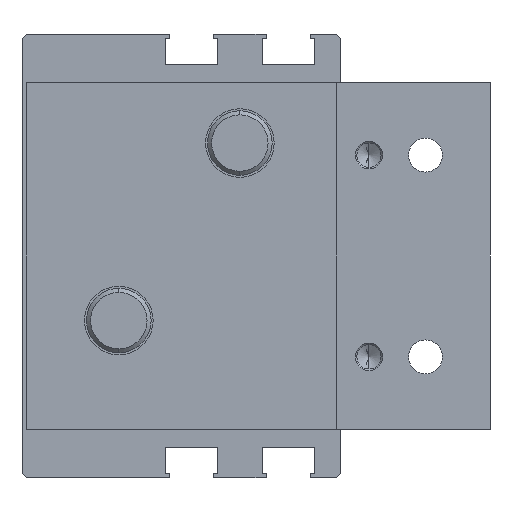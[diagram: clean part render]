
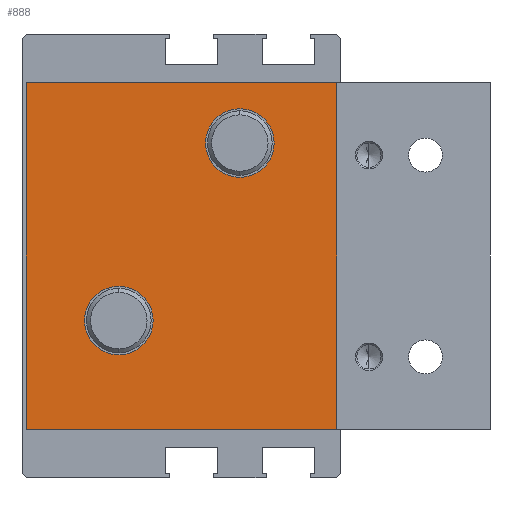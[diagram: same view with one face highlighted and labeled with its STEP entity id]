
A CAD part, left-side view. The second image highlights one B-rep face of the part: STEP entity #888.
In plain terms, the highlighted face is planar.
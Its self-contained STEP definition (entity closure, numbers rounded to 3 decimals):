
#612 = EDGE_CURVE ( 'NONE', #693, #613, #2815, .T. ) ;
#613 = VERTEX_POINT ( 'NONE', #2810 ) ;
#677 = VERTEX_POINT ( 'NONE', #2945 ) ;
#679 = EDGE_CURVE ( 'NONE', #677, #680, #2944, .T. ) ;
#680 = VERTEX_POINT ( 'NONE', #2939 ) ;
#693 = VERTEX_POINT ( 'NONE', #2976 ) ;
#781 = VERTEX_POINT ( 'NONE', #3137 ) ;
#785 = VERTEX_POINT ( 'NONE', #3132 ) ;
#787 = EDGE_CURVE ( 'NONE', #785, #781, #3131, .T. ) ;
#815 = ORIENTED_EDGE ( 'NONE', *, *, #679, .F. ) ;
#816 = EDGE_LOOP ( 'NONE', ( #817, #819, #876, #878 ) ) ;
#817 = ORIENTED_EDGE ( 'NONE', *, *, #818, .T. ) ;
#818 = EDGE_CURVE ( 'NONE', #827, #781, #3217, .T. ) ;
#819 = ORIENTED_EDGE ( 'NONE', *, *, #787, .F. ) ;
#827 = VERTEX_POINT ( 'NONE', #3199 ) ;
#829 = EDGE_CURVE ( 'NONE', #830, #827, #3198, .T. ) ;
#830 = VERTEX_POINT ( 'NONE', #3257 ) ;
#833 = EDGE_LOOP ( 'NONE', ( #889, #891 ) ) ;
#876 = ORIENTED_EDGE ( 'NONE', *, *, #877, .F. ) ;
#877 = EDGE_CURVE ( 'NONE', #830, #785, #3323, .T. ) ;
#878 = ORIENTED_EDGE ( 'NONE', *, *, #829, .T. ) ;
#888 = ADVANCED_FACE ( 'NONE', ( #3313, #3312, #3311 ), #3310, .F. ) ;
#889 = ORIENTED_EDGE ( 'NONE', *, *, #890, .F. ) ;
#890 = EDGE_CURVE ( 'NONE', #613, #693, #3305, .T. ) ;
#891 = ORIENTED_EDGE ( 'NONE', *, *, #612, .F. ) ;
#892 = EDGE_LOOP ( 'NONE', ( #893, #815 ) ) ;
#893 = ORIENTED_EDGE ( 'NONE', *, *, #894, .F. ) ;
#894 = EDGE_CURVE ( 'NONE', #680, #677, #3300, .T. ) ;
#2810 = CARTESIAN_POINT ( 'NONE',  ( 13., 31., -18.25 ) ) ;
#2811 = DIRECTION ( 'NONE',  ( 0., 0., -1. ) ) ;
#2812 = DIRECTION ( 'NONE',  ( 1., 0., 0. ) ) ;
#2813 = CARTESIAN_POINT ( 'NONE',  ( 13., 31., -14. ) ) ;
#2814 = AXIS2_PLACEMENT_3D ( 'NONE', #2813, #2812, #2811 ) ;
#2815 = CIRCLE ( 'NONE', #2814, 4.25 ) ;
#2939 = CARTESIAN_POINT ( 'NONE',  ( 13., 46., 3.75 ) ) ;
#2940 = DIRECTION ( 'NONE',  ( 0., 0., -1. ) ) ;
#2941 = DIRECTION ( 'NONE',  ( 1., 0., 0. ) ) ;
#2942 = CARTESIAN_POINT ( 'NONE',  ( 13., 46., 8. ) ) ;
#2943 = AXIS2_PLACEMENT_3D ( 'NONE', #2942, #2941, #2940 ) ;
#2944 = CIRCLE ( 'NONE', #2943, 4.25 ) ;
#2945 = CARTESIAN_POINT ( 'NONE',  ( 13., 46., 12.25 ) ) ;
#2976 = CARTESIAN_POINT ( 'NONE',  ( 13., 31., -9.75 ) ) ;
#3131 = LINE ( 'NONE', #3197, #3196 ) ;
#3132 = CARTESIAN_POINT ( 'NONE',  ( 13., 57.5, 21.5 ) ) ;
#3137 = CARTESIAN_POINT ( 'NONE',  ( 13., 57.5, -21.5 ) ) ;
#3195 = DIRECTION ( 'NONE',  ( 0., 0., -1. ) ) ;
#3196 = VECTOR ( 'NONE', #3195, 1000. ) ;
#3197 = CARTESIAN_POINT ( 'NONE',  ( 13., 57.5, 21.5 ) ) ;
#3198 = LINE ( 'NONE', #3260, #3259 ) ;
#3199 = CARTESIAN_POINT ( 'NONE',  ( 13., 19., -21.5 ) ) ;
#3214 = DIRECTION ( 'NONE',  ( 0., 1., 0. ) ) ;
#3215 = VECTOR ( 'NONE', #3214, 1000. ) ;
#3216 = CARTESIAN_POINT ( 'NONE',  ( 13., 57.5, -21.5 ) ) ;
#3217 = LINE ( 'NONE', #3216, #3215 ) ;
#3257 = CARTESIAN_POINT ( 'NONE',  ( 13., 19., 21.5 ) ) ;
#3258 = DIRECTION ( 'NONE',  ( 0., 0., -1. ) ) ;
#3259 = VECTOR ( 'NONE', #3258, 1000. ) ;
#3260 = CARTESIAN_POINT ( 'NONE',  ( 13., 19., 21.5 ) ) ;
#3297 = DIRECTION ( 'NONE',  ( 1., 0., 0. ) ) ;
#3298 = CARTESIAN_POINT ( 'NONE',  ( 13., 46., 8. ) ) ;
#3299 = AXIS2_PLACEMENT_3D ( 'NONE', #3298, #3297, #3362 ) ;
#3300 = CIRCLE ( 'NONE', #3299, 4.25 ) ;
#3301 = DIRECTION ( 'NONE',  ( 0., 0., -1. ) ) ;
#3302 = DIRECTION ( 'NONE',  ( 1., 0., 0. ) ) ;
#3303 = CARTESIAN_POINT ( 'NONE',  ( 13., 31., -14. ) ) ;
#3304 = AXIS2_PLACEMENT_3D ( 'NONE', #3303, #3302, #3301 ) ;
#3305 = CIRCLE ( 'NONE', #3304, 4.25 ) ;
#3306 = DIRECTION ( 'NONE',  ( 0., 0., 1. ) ) ;
#3307 = DIRECTION ( 'NONE',  ( -1., 0., 0. ) ) ;
#3308 = CARTESIAN_POINT ( 'NONE',  ( 13., 57.5, 21.5 ) ) ;
#3309 = AXIS2_PLACEMENT_3D ( 'NONE', #3308, #3307, #3306 ) ;
#3310 = PLANE ( 'NONE',  #3309 ) ;
#3311 = FACE_OUTER_BOUND ( 'NONE', #816, .T. ) ;
#3312 = FACE_BOUND ( 'NONE', #892, .T. ) ;
#3313 = FACE_BOUND ( 'NONE', #833, .T. ) ;
#3320 = DIRECTION ( 'NONE',  ( 0., 1., 0. ) ) ;
#3321 = VECTOR ( 'NONE', #3320, 1000. ) ;
#3322 = CARTESIAN_POINT ( 'NONE',  ( 13., 57.5, 21.5 ) ) ;
#3323 = LINE ( 'NONE', #3322, #3321 ) ;
#3362 = DIRECTION ( 'NONE',  ( 0., 0., -1. ) ) ;
